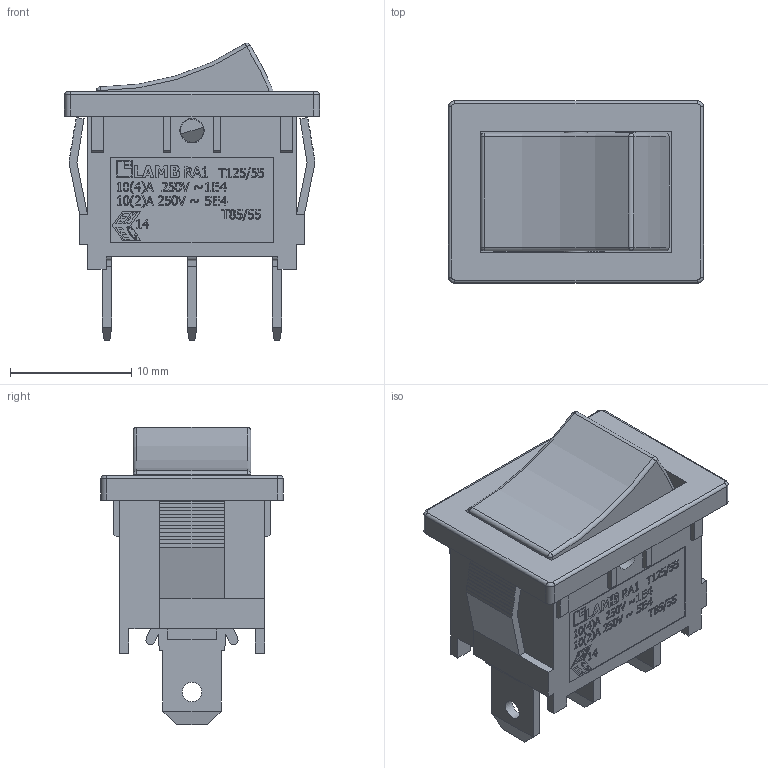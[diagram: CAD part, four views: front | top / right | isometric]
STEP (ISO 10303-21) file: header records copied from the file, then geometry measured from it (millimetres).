
FILE_DESCRIPTION(/* description */ (''),/* implementation_level */ '2;1');
FILE_NAME(/* name */ 'RA113Cxx00.stp',/* time_stamp */ '2025-06-02T16:38:14-05:00',/* author */ ('mroman'),/* organization */ (''),/* preprocessor_version */ 'ST-DEVELOPER v18.1',/* originating_system */ 'Autodesk Inventor 2022',/* authorisation */ '');
FILE_SCHEMA (('AUTOMOTIVE_DESIGN { 1 0 10303 214 3 1 1 }'));
Length unit declared in the file: centimetre
Products named in the file (1): RA113Cxx00
Bounding box: 21 x 15 x 24.5 mm (x, y, z)
Volume: 1547.8 mm3; surface area: 3503.1 mm2
Topology: 2 solids, 2 shells, 1094 faces, 2980 edges, 1974 vertices
Faces by surface type: plane 749, bspline 305, cylinder 30, torus 6, sphere 4
Full cylindrical faces by diameter (mm): 1.6 x3, 2 x2
Entity records: 36643 total; most frequent: CARTESIAN_POINT 10939, ORIENTED_EDGE 5960, DIRECTION 4042, EDGE_CURVE 2980, LINE 2294, VECTOR 2294, VERTEX_POINT 1974, EDGE_LOOP 1188
